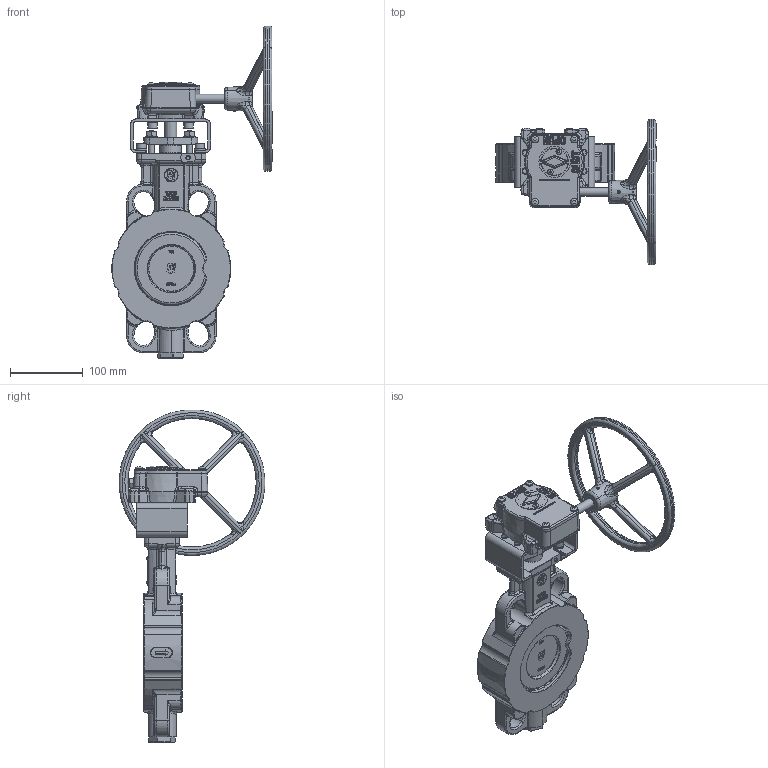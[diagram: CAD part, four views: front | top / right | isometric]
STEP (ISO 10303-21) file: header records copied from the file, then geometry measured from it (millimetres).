
FILE_DESCRIPTION(('HOOPS Exchange Step'),'2;1');
FILE_NAME('AK11_DN100_PN10-40-ANSI150-300_Getriebe.stp','2024-11-22T09:55:16+01:00',('nieru'),('Unknown organisation'),'HOOPS Exchange 2024.2','HOOPS Exchange','Unknown authorisation');
FILE_SCHEMA( ('AP203_CONFIGURATION_CONTROLLED_3D_DESIGN_OF_MECHANICAL_PARTS_AND_ASSEMBLIES_MIM_LF') );
Length unit declared in the file: millimetre
Products named in the file (9): 0; root
Assembly tree (8 placements, depth 4):
  root
    0
    0
      0
        0
      0
        0
      0
        0
Bounding box: 219.72 x 199.24 x 455.12 mm (x, y, z)
Volume: 1552692.1 mm3; surface area: 322095.5 mm2
Topology: 58 solids, 58 shells, 3515 faces, 8584 edges, 5119 vertices
Faces by surface type: bspline 1383, cylinder 923, plane 680, cone 233, torus 174, sphere 122
Full cylindrical faces by diameter (mm): 3.325 x1, 4 x1, 5 x1, 6.647 x4, 6.8 x2, 7.6 x2, 8 x12, 8.376 x4, 8.487 x2, 9 x14, 10 x4, 12 x2, 13 x8, 13.533 x1, 14.8 x8, 15 x1, 16 x3, 16.82 x2, 20 x6, 21 x4, 29.274 x1, 38 x2, 43 x1, 102 x2, 104 x2, 123.52 x1
Entity records: 305600 total; most frequent: CARTESIAN_POINT 235343, ORIENTED_EDGE 16830, DIRECTION 10509, EDGE_CURVE 8415, VERTEX_POINT 5119, AXIS2_PLACEMENT_3D 4338, B_SPLINE_CURVE_WITH_KNOTS 4192, EDGE_LOOP 3694
